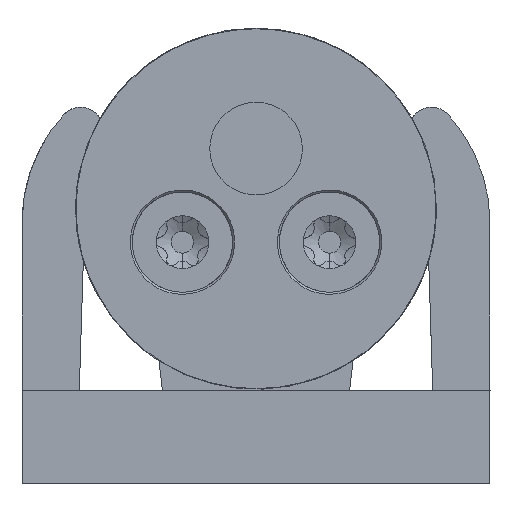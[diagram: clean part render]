
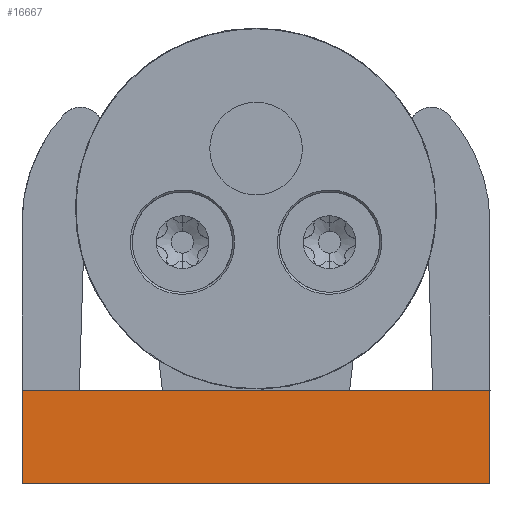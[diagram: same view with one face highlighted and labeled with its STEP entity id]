
A CAD part, front view. The second image highlights one B-rep face of the part: STEP entity #16667.
In plain terms, the highlighted planar face has unit normal (0, -1, 0).
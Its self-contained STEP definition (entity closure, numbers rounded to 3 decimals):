
#16654=AXIS2_PLACEMENT_3D('Plane Axis2P3D',#16651,#16652,#16653) ;
#15034=CARTESIAN_POINT('Vertex',(0.,0.,0.)) ;
#15050=CARTESIAN_POINT('Vertex',(35.,0.,0.)) ;
#15053=CARTESIAN_POINT('Line Origine',(17.5,0.,0.)) ;
#16561=CARTESIAN_POINT('Vertex',(0.,0.,7.)) ;
#16574=CARTESIAN_POINT('Line Origine',(0.,0.,3.5)) ;
#16604=CARTESIAN_POINT('Vertex',(35.,0.,7.)) ;
#16607=CARTESIAN_POINT('Line Origine',(35.,0.,3.5)) ;
#16651=CARTESIAN_POINT('Axis2P3D Location',(-0.02,0.,-0.02)) ;
#16656=CARTESIAN_POINT('Line Origine',(17.5,0.,7.)) ;
#15054=DIRECTION('Vector Direction',(-1.,0.,0.)) ;
#16575=DIRECTION('Vector Direction',(0.,0.,1.)) ;
#16608=DIRECTION('Vector Direction',(0.,0.,1.)) ;
#16652=DIRECTION('Axis2P3D Direction',(0.,-1.,0.)) ;
#16653=DIRECTION('Axis2P3D XDirection',(1.,0.,0.)) ;
#16657=DIRECTION('Vector Direction',(1.,0.,0.)) ;
#15055=VECTOR('Line Direction',#15054,1.) ;
#16576=VECTOR('Line Direction',#16575,1.) ;
#16609=VECTOR('Line Direction',#16608,1.) ;
#16658=VECTOR('Line Direction',#16657,1.) ;
#16662=ORIENTED_EDGE('',*,*,#16611,.T.) ;
#16663=ORIENTED_EDGE('',*,*,#16660,.F.) ;
#16664=ORIENTED_EDGE('',*,*,#16578,.F.) ;
#16665=ORIENTED_EDGE('',*,*,#15057,.F.) ;
#16667=ADVANCED_FACE('Hauptkoerper',(#16666),#16655,.T.) ;
#15057=EDGE_CURVE('',#15051,#15035,#15056,.T.) ;
#16578=EDGE_CURVE('',#15035,#16562,#16577,.T.) ;
#16611=EDGE_CURVE('',#15051,#16605,#16610,.T.) ;
#16660=EDGE_CURVE('',#16562,#16605,#16659,.T.) ;
#16661=EDGE_LOOP('',(#16662,#16663,#16664,#16665)) ;
#16666=FACE_OUTER_BOUND('',#16661,.T.) ;
#15056=LINE('Line',#15053,#15055) ;
#16577=LINE('Line',#16574,#16576) ;
#16610=LINE('Line',#16607,#16609) ;
#16659=LINE('Line',#16656,#16658) ;
#16655=PLANE('',#16654) ;
#15035=VERTEX_POINT('',#15034) ;
#15051=VERTEX_POINT('',#15050) ;
#16562=VERTEX_POINT('',#16561) ;
#16605=VERTEX_POINT('',#16604) ;
